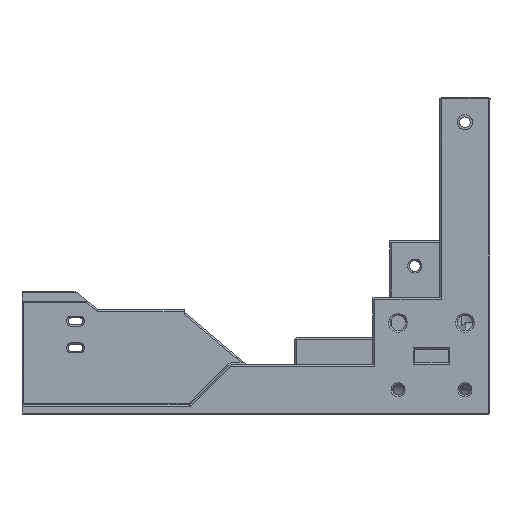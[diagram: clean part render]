
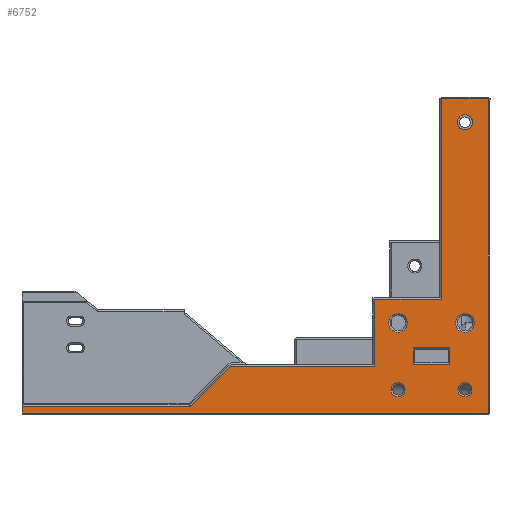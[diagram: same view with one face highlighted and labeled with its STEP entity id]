
A CAD part, front view. The second image highlights one B-rep face of the part: STEP entity #6752.
In plain terms, the highlighted planar face has unit normal (0, -1, 0).
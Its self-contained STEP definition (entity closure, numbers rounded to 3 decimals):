
#138=FACE_BOUND('',#980,.T.);
#139=FACE_BOUND('',#981,.T.);
#140=FACE_BOUND('',#982,.T.);
#141=FACE_BOUND('',#983,.T.);
#142=FACE_BOUND('',#984,.T.);
#143=FACE_BOUND('',#985,.T.);
#203=CIRCLE('',#7019,2.3);
#214=CIRCLE('',#7109,2.8);
#217=CIRCLE('',#7114,2.8);
#232=CIRCLE('',#7164,2.1);
#233=CIRCLE('',#7166,2.1);
#598=FACE_OUTER_BOUND('',#979,.T.);
#979=EDGE_LOOP('',(#6052,#6053,#6054,#6055,#6056,#6057,#6058,#6059,#6060,
#6061));
#980=EDGE_LOOP('',(#6062,#6063,#6064,#6065));
#981=EDGE_LOOP('',(#6066));
#982=EDGE_LOOP('',(#6067));
#983=EDGE_LOOP('',(#6068));
#984=EDGE_LOOP('',(#6069));
#985=EDGE_LOOP('',(#6070));
#1091=LINE('',#9157,#1915);
#1198=LINE('',#9412,#2022);
#1679=LINE('',#10703,#2503);
#1683=LINE('',#10710,#2507);
#1685=LINE('',#10713,#2509);
#1686=LINE('',#10715,#2510);
#1697=LINE('',#10785,#2521);
#1704=LINE('',#10810,#2528);
#1710=LINE('',#10820,#2534);
#1779=LINE('',#11066,#2603);
#1789=LINE('',#11085,#2613);
#1795=LINE('',#11100,#2619);
#1812=LINE('',#11133,#2636);
#1813=LINE('',#11135,#2637);
#1915=VECTOR('',#7373,10.);
#2022=VECTOR('',#7622,10.);
#2503=VECTOR('',#8575,10.);
#2507=VECTOR('',#8581,10.);
#2509=VECTOR('',#8585,10.);
#2510=VECTOR('',#8588,10.);
#2521=VECTOR('',#8627,10.);
#2528=VECTOR('',#8652,10.);
#2534=VECTOR('',#8662,10.);
#2603=VECTOR('',#8865,10.);
#2613=VECTOR('',#8879,10.);
#2619=VECTOR('',#8897,10.);
#2636=VECTOR('',#8930,10.);
#2637=VECTOR('',#8933,10.);
#2714=VERTEX_POINT('',#9154);
#2715=VERTEX_POINT('',#9156);
#2791=VERTEX_POINT('',#9410);
#2792=VERTEX_POINT('',#9411);
#3143=VERTEX_POINT('',#10493);
#3168=VERTEX_POINT('',#10701);
#3169=VERTEX_POINT('',#10702);
#3170=VERTEX_POINT('',#10707);
#3171=VERTEX_POINT('',#10709);
#3176=VERTEX_POINT('',#10758);
#3179=VERTEX_POINT('',#10768);
#3184=VERTEX_POINT('',#10784);
#3192=VERTEX_POINT('',#10807);
#3193=VERTEX_POINT('',#10809);
#3216=VERTEX_POINT('',#10916);
#3217=VERTEX_POINT('',#10920);
#3240=VERTEX_POINT('',#11063);
#3248=VERTEX_POINT('',#11083);
#3251=VERTEX_POINT('',#11098);
#3351=EDGE_CURVE('',#2715,#2714,#1091,.T.);
#3478=EDGE_CURVE('',#2791,#2792,#1198,.T.);
#3948=EDGE_CURVE('',#3143,#3143,#203,.T.);
#4037=EDGE_CURVE('',#3168,#3169,#1679,.T.);
#4041=EDGE_CURVE('',#3171,#3170,#1683,.T.);
#4043=EDGE_CURVE('',#3171,#3169,#1685,.T.);
#4044=EDGE_CURVE('',#3170,#3168,#1686,.T.);
#4050=EDGE_CURVE('',#3176,#3176,#214,.T.);
#4055=EDGE_CURVE('',#3179,#3179,#217,.T.);
#4063=EDGE_CURVE('',#3184,#2791,#1697,.T.);
#4075=EDGE_CURVE('',#3193,#3192,#1704,.T.);
#4081=EDGE_CURVE('',#3192,#3184,#1710,.T.);
#4131=EDGE_CURVE('',#3216,#3216,#232,.T.);
#4133=EDGE_CURVE('',#3217,#3217,#233,.T.);
#4176=EDGE_CURVE('',#3240,#2792,#1779,.T.);
#4186=EDGE_CURVE('',#3248,#3240,#1789,.T.);
#4194=EDGE_CURVE('',#3251,#3193,#1795,.T.);
#4211=EDGE_CURVE('',#3251,#2714,#1812,.T.);
#4212=EDGE_CURVE('',#2715,#3248,#1813,.T.);
#6052=ORIENTED_EDGE('',*,*,#4211,.F.);
#6053=ORIENTED_EDGE('',*,*,#4194,.T.);
#6054=ORIENTED_EDGE('',*,*,#4075,.T.);
#6055=ORIENTED_EDGE('',*,*,#4081,.T.);
#6056=ORIENTED_EDGE('',*,*,#4063,.T.);
#6057=ORIENTED_EDGE('',*,*,#3478,.T.);
#6058=ORIENTED_EDGE('',*,*,#4176,.F.);
#6059=ORIENTED_EDGE('',*,*,#4186,.F.);
#6060=ORIENTED_EDGE('',*,*,#4212,.F.);
#6061=ORIENTED_EDGE('',*,*,#3351,.T.);
#6062=ORIENTED_EDGE('',*,*,#4041,.T.);
#6063=ORIENTED_EDGE('',*,*,#4044,.T.);
#6064=ORIENTED_EDGE('',*,*,#4037,.T.);
#6065=ORIENTED_EDGE('',*,*,#4043,.F.);
#6066=ORIENTED_EDGE('',*,*,#3948,.T.);
#6067=ORIENTED_EDGE('',*,*,#4131,.T.);
#6068=ORIENTED_EDGE('',*,*,#4133,.T.);
#6069=ORIENTED_EDGE('',*,*,#4050,.T.);
#6070=ORIENTED_EDGE('',*,*,#4055,.T.);
#6412=PLANE('',#7212);
#6752=ADVANCED_FACE('',(#598,#138,#139,#140,#141,#142,#143),#6412,.T.);
#7019=AXIS2_PLACEMENT_3D('',#10494,#8337,#8338);
#7109=AXIS2_PLACEMENT_3D('',#10759,#8600,#8601);
#7114=AXIS2_PLACEMENT_3D('',#10769,#8612,#8613);
#7164=AXIS2_PLACEMENT_3D('',#10917,#8773,#8774);
#7166=AXIS2_PLACEMENT_3D('',#10921,#8778,#8779);
#7212=AXIS2_PLACEMENT_3D('',#11134,#8931,#8932);
#7373=DIRECTION('',(0.,0.,1.));
#7622=DIRECTION('',(0.,0.,1.));
#8337=DIRECTION('center_axis',(0.,1.,0.));
#8338=DIRECTION('ref_axis',(-1.,0.,0.));
#8575=DIRECTION('',(0.,0.,1.));
#8581=DIRECTION('',(0.,0.,-1.));
#8585=DIRECTION('',(-1.,0.,0.));
#8588=DIRECTION('',(-1.,0.,0.));
#8600=DIRECTION('center_axis',(0.,1.,0.));
#8601=DIRECTION('ref_axis',(-1.,0.,0.));
#8612=DIRECTION('center_axis',(0.,1.,0.));
#8613=DIRECTION('ref_axis',(-1.,0.,0.));
#8627=DIRECTION('',(1.,0.,0.));
#8652=DIRECTION('',(1.,0.,0.));
#8662=DIRECTION('',(0.,0.,1.));
#8773=DIRECTION('center_axis',(0.,1.,0.));
#8774=DIRECTION('ref_axis',(-1.,0.,0.));
#8778=DIRECTION('center_axis',(0.,1.,0.));
#8779=DIRECTION('ref_axis',(-1.,0.,0.));
#8865=DIRECTION('',(-1.,0.,0.));
#8879=DIRECTION('',(-0.707,0.,-0.707));
#8897=DIRECTION('',(0.,0.,-1.));
#8930=DIRECTION('',(1.,0.,0.));
#8931=DIRECTION('center_axis',(0.,-1.,0.));
#8932=DIRECTION('ref_axis',(1.,0.,0.));
#8933=DIRECTION('',(-1.,0.,0.));
#9154=CARTESIAN_POINT('',(-32.5,-25.,-0.5));
#9156=CARTESIAN_POINT('',(-32.5,-25.,-2.5));
#9157=CARTESIAN_POINT('',(-32.5,-25.,0.));
#9410=CARTESIAN_POINT('',(-138.,-25.,-34.5));
#9411=CARTESIAN_POINT('',(-138.,-25.,-14.5));
#9412=CARTESIAN_POINT('',(-138.,-25.,-17.5));
#10493=CARTESIAN_POINT('',(-162.7,-25.,-87.5));
#10494=CARTESIAN_POINT('Origin',(-165.,-25.,-87.5));
#10701=CARTESIAN_POINT('',(-160.5,-25.,-20.));
#10702=CARTESIAN_POINT('',(-160.5,-25.,-15.));
#10703=CARTESIAN_POINT('',(-160.5,-25.,-7.75));
#10707=CARTESIAN_POINT('',(-149.5,-25.,-20.));
#10709=CARTESIAN_POINT('',(-149.5,-25.,-15.));
#10710=CARTESIAN_POINT('',(-149.5,-25.,-9.75));
#10713=CARTESIAN_POINT('',(-143.75,-25.,-15.));
#10715=CARTESIAN_POINT('',(-166.25,-25.,-20.));
#10758=CARTESIAN_POINT('',(-162.2,-25.,-27.5));
#10759=CARTESIAN_POINT('Origin',(-165.,-25.,-27.5));
#10768=CARTESIAN_POINT('',(-142.2,-25.,-27.5));
#10769=CARTESIAN_POINT('Origin',(-145.,-25.,-27.5));
#10784=CARTESIAN_POINT('',(-158.,-25.,-34.5));
#10785=CARTESIAN_POINT('',(-165.,-25.,-34.5));
#10807=CARTESIAN_POINT('',(-158.,-25.,-94.5));
#10809=CARTESIAN_POINT('',(-172.,-25.,-94.5));
#10810=CARTESIAN_POINT('',(-168.75,-25.,-94.5));
#10820=CARTESIAN_POINT('',(-158.,-25.,0.));
#10916=CARTESIAN_POINT('',(-142.9,-25.,-7.5));
#10917=CARTESIAN_POINT('Origin',(-145.,-25.,-7.5));
#10920=CARTESIAN_POINT('',(-162.9,-25.,-7.5));
#10921=CARTESIAN_POINT('Origin',(-165.,-25.,-7.5));
#11063=CARTESIAN_POINT('',(-94.879,-25.,-14.5));
#11066=CARTESIAN_POINT('',(-143.75,-25.,-14.5));
#11083=CARTESIAN_POINT('',(-82.879,-25.,-2.5));
#11085=CARTESIAN_POINT('',(-79.254,-25.,1.125));
#11098=CARTESIAN_POINT('',(-172.,-25.,-0.5));
#11100=CARTESIAN_POINT('',(-172.,-25.,0.));
#11133=CARTESIAN_POINT('',(-67.543,-25.,-0.5));
#11134=CARTESIAN_POINT('Origin',(-70.086,-25.,-2.5));
#11135=CARTESIAN_POINT('',(-63.793,-25.,-2.5));
